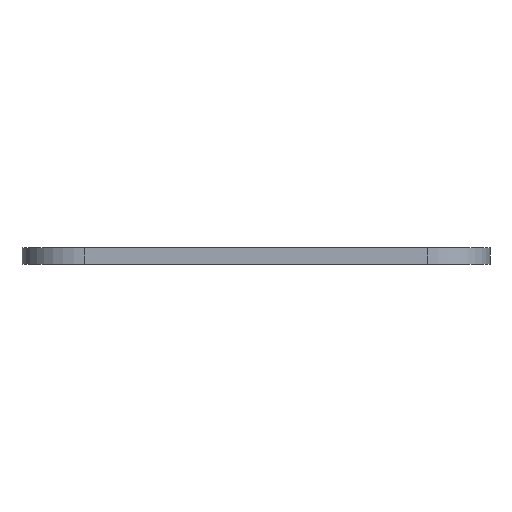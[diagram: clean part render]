
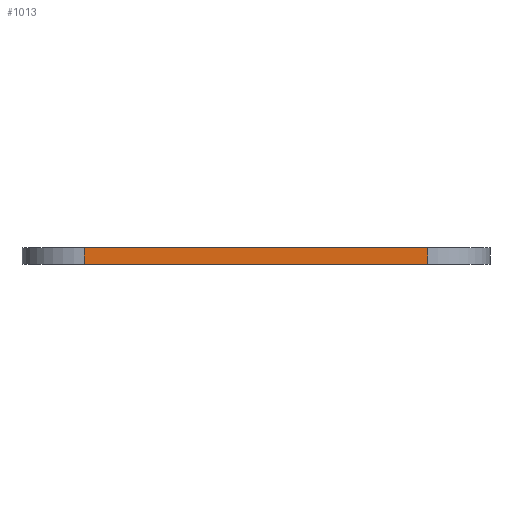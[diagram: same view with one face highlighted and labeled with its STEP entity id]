
A CAD part, left-side view. The second image highlights one B-rep face of the part: STEP entity #1013.
In plain terms, the highlighted planar face has unit normal (-1, 0, 0).
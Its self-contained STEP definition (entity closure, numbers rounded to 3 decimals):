
#50=PLANE('',#1108);
#73=FACE_OUTER_BOUND('',#141,.T.);
#141=EDGE_LOOP('',(#741,#742,#743,#744));
#208=LINE('',#1503,#297);
#209=LINE('',#1506,#298);
#229=LINE('',#1602,#318);
#230=LINE('',#1603,#319);
#297=VECTOR('',#1194,10.);
#298=VECTOR('',#1197,10.);
#318=VECTOR('',#1275,10.);
#319=VECTOR('',#1276,10.);
#443=VERTEX_POINT('',#1496);
#446=VERTEX_POINT('',#1501);
#447=VERTEX_POINT('',#1505);
#494=VERTEX_POINT('',#1601);
#544=EDGE_CURVE('',#446,#443,#208,.T.);
#545=EDGE_CURVE('',#443,#447,#209,.T.);
#593=EDGE_CURVE('',#446,#494,#229,.T.);
#594=EDGE_CURVE('',#447,#494,#230,.T.);
#741=ORIENTED_EDGE('',*,*,#544,.F.);
#742=ORIENTED_EDGE('',*,*,#593,.T.);
#743=ORIENTED_EDGE('',*,*,#594,.F.);
#744=ORIENTED_EDGE('',*,*,#545,.F.);
#1013=ADVANCED_FACE('',(#73),#50,.T.);
#1108=AXIS2_PLACEMENT_3D('',#1600,#1273,#1274);
#1194=DIRECTION('',(0.,0.,1.));
#1197=DIRECTION('',(0.,-1.,0.));
#1273=DIRECTION('center_axis',(-1.,0.,0.));
#1274=DIRECTION('ref_axis',(0.,-1.,0.));
#1275=DIRECTION('',(0.,-1.,0.));
#1276=DIRECTION('',(0.,0.,-1.));
#1496=CARTESIAN_POINT('',(-64.,16.5,1.59));
#1501=CARTESIAN_POINT('',(-64.,16.5,0.));
#1503=CARTESIAN_POINT('',(-64.,16.5,0.));
#1505=CARTESIAN_POINT('',(-64.,-16.5,1.59));
#1506=CARTESIAN_POINT('',(-64.,22.5,1.59));
#1600=CARTESIAN_POINT('Origin',(-64.,22.5,0.));
#1601=CARTESIAN_POINT('',(-64.,-16.5,0.));
#1602=CARTESIAN_POINT('',(-64.,22.5,0.));
#1603=CARTESIAN_POINT('',(-64.,-16.5,0.));
